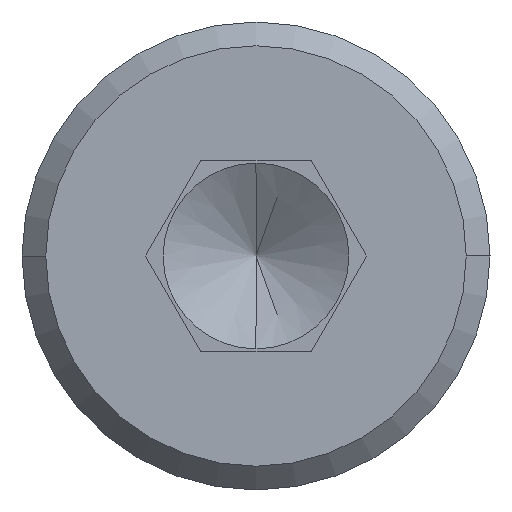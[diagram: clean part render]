
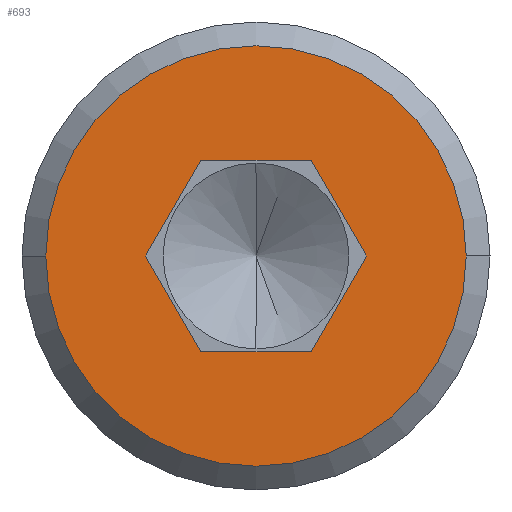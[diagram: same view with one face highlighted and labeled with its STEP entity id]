
A CAD part, left-side view. The second image highlights one B-rep face of the part: STEP entity #693.
In plain terms, the highlighted planar face has unit normal (-1, 0, 0).
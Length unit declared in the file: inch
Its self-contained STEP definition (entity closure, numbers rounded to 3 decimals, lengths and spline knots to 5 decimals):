
#18 = DIRECTION ( 'NONE',  ( 0., -1., 0. ) ) ;
#19 = ORIENTED_EDGE ( 'NONE', *, *, #609, .F. ) ;
#43 = VERTEX_POINT ( 'NONE', #60 ) ;
#60 = CARTESIAN_POINT ( 'NONE',  ( 0., 0.04648, 0.0805 ) ) ;
#95 = VERTEX_POINT ( 'NONE', #668 ) ;
#97 = DIRECTION ( 'NONE',  ( 0., 0.5, -0.866 ) ) ;
#113 = AXIS2_PLACEMENT_3D ( 'NONE', #831, #529, #312 ) ;
#114 = CARTESIAN_POINT ( 'NONE',  ( 0., 0., 0. ) ) ;
#131 = CIRCLE ( 'NONE', #822, 0.17685 ) ;
#151 = VECTOR ( 'NONE', #739, 39.37008 ) ;
#190 = DIRECTION ( 'NONE',  ( -1., 0., 0. ) ) ;
#194 = DIRECTION ( 'NONE',  ( 0., -1., 0. ) ) ;
#219 = VERTEX_POINT ( 'NONE', #542 ) ;
#228 = ORIENTED_EDGE ( 'NONE', *, *, #526, .F. ) ;
#236 = CARTESIAN_POINT ( 'NONE',  ( 0., -0.04648, -0.0805 ) ) ;
#238 = ORIENTED_EDGE ( 'NONE', *, *, #398, .F. ) ;
#253 = DIRECTION ( 'NONE',  ( 0., 0.5, 0.866 ) ) ;
#254 = EDGE_LOOP ( 'NONE', ( #228, #984, #521, #750, #19, #238 ) ) ;
#259 = CARTESIAN_POINT ( 'NONE',  ( 0., 0.04648, -0.0805 ) ) ;
#274 = LINE ( 'NONE', #966, #151 ) ;
#296 = VECTOR ( 'NONE', #363, 39.37008 ) ;
#312 = DIRECTION ( 'NONE',  ( 0., -1., 0. ) ) ;
#335 = VERTEX_POINT ( 'NONE', #236 ) ;
#363 = DIRECTION ( 'NONE',  ( 0., -0.5, -0.866 ) ) ;
#368 = LINE ( 'NONE', #757, #409 ) ;
#373 = DIRECTION ( 'NONE',  ( 0., -0.5, 0.866 ) ) ;
#398 = EDGE_CURVE ( 'NONE', #418, #335, #557, .T. ) ;
#408 = VECTOR ( 'NONE', #18, 39.37008 ) ;
#409 = VECTOR ( 'NONE', #373, 39.37008 ) ;
#418 = VERTEX_POINT ( 'NONE', #259 ) ;
#468 = FACE_BOUND ( 'NONE', #254, .T. ) ;
#473 = EDGE_CURVE ( 'NONE', #534, #95, #862, .T. ) ;
#478 = CARTESIAN_POINT ( 'NONE',  ( 0., 0., 0. ) ) ;
#485 = EDGE_CURVE ( 'NONE', #43, #716, #858, .T. ) ;
#519 = LINE ( 'NONE', #876, #296 ) ;
#521 = ORIENTED_EDGE ( 'NONE', *, *, #923, .F. ) ;
#526 = EDGE_CURVE ( 'NONE', #716, #418, #519, .T. ) ;
#529 = DIRECTION ( 'NONE',  ( -1., 0., 0. ) ) ;
#534 = VERTEX_POINT ( 'NONE', #968 ) ;
#542 = CARTESIAN_POINT ( 'NONE',  ( 0., 0.17685, 0. ) ) ;
#544 = VECTOR ( 'NONE', #253, 39.37008 ) ;
#551 = ORIENTED_EDGE ( 'NONE', *, *, #895, .T. ) ;
#557 = LINE ( 'NONE', #926, #408 ) ;
#580 = DIRECTION ( 'NONE',  ( 0., -1., 0. ) ) ;
#601 = CARTESIAN_POINT ( 'NONE',  ( 0., -0.17685, 0. ) ) ;
#604 = CIRCLE ( 'NONE', #651, 0.17685 ) ;
#609 = EDGE_CURVE ( 'NONE', #335, #534, #368, .T. ) ;
#634 = VECTOR ( 'NONE', #97, 39.37008 ) ;
#636 = CARTESIAN_POINT ( 'NONE',  ( 0., -0.09295, 0. ) ) ;
#651 = AXIS2_PLACEMENT_3D ( 'NONE', #114, #882, #194 ) ;
#659 = VERTEX_POINT ( 'NONE', #601 ) ;
#668 = CARTESIAN_POINT ( 'NONE',  ( 0., -0.04648, 0.0805 ) ) ;
#693 = ADVANCED_FACE ( 'NONE', ( #746, #468 ), #834, .T. ) ;
#716 = VERTEX_POINT ( 'NONE', #775 ) ;
#739 = DIRECTION ( 'NONE',  ( 0., 1., 0. ) ) ;
#746 = FACE_OUTER_BOUND ( 'NONE', #786, .T. ) ;
#750 = ORIENTED_EDGE ( 'NONE', *, *, #473, .F. ) ;
#757 = CARTESIAN_POINT ( 'NONE',  ( 0., -0.04648, -0.0805 ) ) ;
#775 = CARTESIAN_POINT ( 'NONE',  ( 0., 0.09295, 0. ) ) ;
#786 = EDGE_LOOP ( 'NONE', ( #898, #551 ) ) ;
#788 = CARTESIAN_POINT ( 'NONE',  ( 0., 0.04648, 0.0805 ) ) ;
#822 = AXIS2_PLACEMENT_3D ( 'NONE', #478, #190, #580 ) ;
#831 = CARTESIAN_POINT ( 'NONE',  ( 0., 0., 0. ) ) ;
#834 = PLANE ( 'NONE',  #113 ) ;
#858 = LINE ( 'NONE', #788, #634 ) ;
#862 = LINE ( 'NONE', #636, #544 ) ;
#869 = EDGE_CURVE ( 'NONE', #219, #659, #131, .T. ) ;
#876 = CARTESIAN_POINT ( 'NONE',  ( 0., 0.09295, 0. ) ) ;
#882 = DIRECTION ( 'NONE',  ( -1., 0., 0. ) ) ;
#895 = EDGE_CURVE ( 'NONE', #659, #219, #604, .T. ) ;
#898 = ORIENTED_EDGE ( 'NONE', *, *, #869, .T. ) ;
#923 = EDGE_CURVE ( 'NONE', #95, #43, #274, .T. ) ;
#926 = CARTESIAN_POINT ( 'NONE',  ( 0., 0.04648, -0.0805 ) ) ;
#966 = CARTESIAN_POINT ( 'NONE',  ( 0., -0.04648, 0.0805 ) ) ;
#968 = CARTESIAN_POINT ( 'NONE',  ( 0., -0.09295, 0. ) ) ;
#984 = ORIENTED_EDGE ( 'NONE', *, *, #485, .F. ) ;
